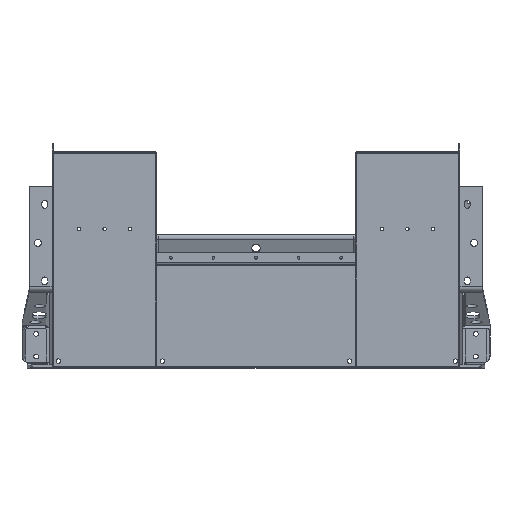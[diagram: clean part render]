
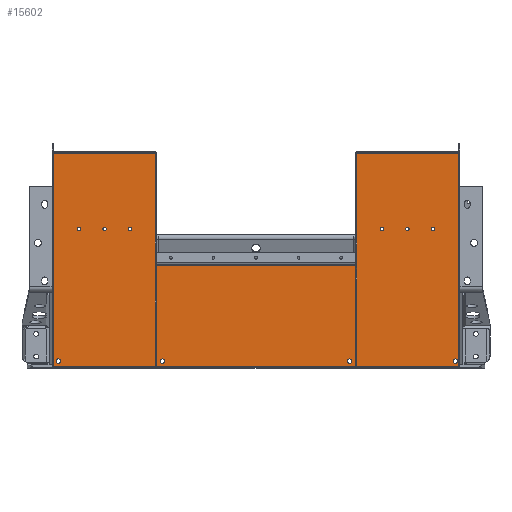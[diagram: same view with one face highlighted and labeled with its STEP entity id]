
A CAD part, top view. The second image highlights one B-rep face of the part: STEP entity #15602.
In plain terms, the highlighted planar face has unit normal (0, 0, 1).
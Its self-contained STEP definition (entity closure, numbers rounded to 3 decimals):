
#544=LINE('',#21668,#1927);
#545=LINE('',#21671,#1928);
#546=LINE('',#21673,#1929);
#547=LINE('',#21675,#1930);
#548=LINE('',#21677,#1931);
#549=LINE('',#21679,#1932);
#550=LINE('',#21681,#1933);
#551=LINE('',#21683,#1934);
#1927=VECTOR('',#17828,1000.);
#1928=VECTOR('',#17829,1000.);
#1929=VECTOR('',#17830,1000.);
#1930=VECTOR('',#17831,1000.);
#1931=VECTOR('',#17832,1000.);
#1932=VECTOR('',#17833,1000.);
#1933=VECTOR('',#17834,1000.);
#1934=VECTOR('',#17835,1000.);
#3320=ORIENTED_EDGE('',*,*,#6980,.T.);
#3321=ORIENTED_EDGE('',*,*,#6981,.T.);
#3322=ORIENTED_EDGE('',*,*,#6982,.T.);
#3323=ORIENTED_EDGE('',*,*,#6983,.F.);
#3324=ORIENTED_EDGE('',*,*,#6984,.T.);
#3325=ORIENTED_EDGE('',*,*,#6985,.T.);
#3326=ORIENTED_EDGE('',*,*,#6986,.T.);
#3327=ORIENTED_EDGE('',*,*,#6987,.T.);
#3328=ORIENTED_EDGE('',*,*,#6988,.T.);
#3329=ORIENTED_EDGE('',*,*,#6989,.F.);
#3330=ORIENTED_EDGE('',*,*,#6990,.F.);
#3331=ORIENTED_EDGE('',*,*,#6991,.F.);
#3332=ORIENTED_EDGE('',*,*,#6992,.F.);
#3333=ORIENTED_EDGE('',*,*,#6993,.F.);
#3334=ORIENTED_EDGE('',*,*,#6994,.F.);
#3335=ORIENTED_EDGE('',*,*,#6995,.F.);
#3336=ORIENTED_EDGE('',*,*,#6996,.F.);
#3337=ORIENTED_EDGE('',*,*,#6997,.F.);
#6980=EDGE_CURVE('',#8810,#8810,#10024,.T.);
#6981=EDGE_CURVE('',#8811,#8811,#10025,.T.);
#6982=EDGE_CURVE('',#8812,#8812,#10026,.T.);
#6983=EDGE_CURVE('',#8813,#8814,#544,.T.);
#6984=EDGE_CURVE('',#8813,#8815,#545,.T.);
#6985=EDGE_CURVE('',#8815,#8816,#546,.T.);
#6986=EDGE_CURVE('',#8816,#8817,#547,.T.);
#6987=EDGE_CURVE('',#8817,#8818,#548,.T.);
#6988=EDGE_CURVE('',#8818,#8819,#549,.T.);
#6989=EDGE_CURVE('',#8820,#8819,#550,.T.);
#6990=EDGE_CURVE('',#8814,#8820,#551,.T.);
#6991=EDGE_CURVE('',#8821,#8821,#10027,.T.);
#6992=EDGE_CURVE('',#8822,#8822,#10028,.T.);
#6993=EDGE_CURVE('',#8823,#8823,#10029,.T.);
#6994=EDGE_CURVE('',#8824,#8824,#10030,.T.);
#6995=EDGE_CURVE('',#8825,#8825,#10031,.T.);
#6996=EDGE_CURVE('',#8826,#8826,#10032,.T.);
#6997=EDGE_CURVE('',#8827,#8827,#10033,.T.);
#8810=VERTEX_POINT('',#21663);
#8811=VERTEX_POINT('',#21665);
#8812=VERTEX_POINT('',#21667);
#8813=VERTEX_POINT('',#21669);
#8814=VERTEX_POINT('',#21670);
#8815=VERTEX_POINT('',#21672);
#8816=VERTEX_POINT('',#21674);
#8817=VERTEX_POINT('',#21676);
#8818=VERTEX_POINT('',#21678);
#8819=VERTEX_POINT('',#21680);
#8820=VERTEX_POINT('',#21682);
#8821=VERTEX_POINT('',#21685);
#8822=VERTEX_POINT('',#21687);
#8823=VERTEX_POINT('',#21689);
#8824=VERTEX_POINT('',#21691);
#8825=VERTEX_POINT('',#21693);
#8826=VERTEX_POINT('',#21695);
#8827=VERTEX_POINT('',#21697);
#10024=CIRCLE('',#16575,3.);
#10025=CIRCLE('',#16576,3.);
#10026=CIRCLE('',#16577,3.);
#10027=CIRCLE('',#16578,4.);
#10028=CIRCLE('',#16579,4.);
#10029=CIRCLE('',#16580,4.);
#10030=CIRCLE('',#16581,4.);
#10031=CIRCLE('',#16582,3.);
#10032=CIRCLE('',#16583,3.);
#10033=CIRCLE('',#16584,3.);
#10444=EDGE_LOOP('',(#3320));
#10445=EDGE_LOOP('',(#3321));
#10446=EDGE_LOOP('',(#3322));
#10447=EDGE_LOOP('',(#3323,#3324,#3325,#3326,#3327,#3328,#3329,#3330));
#10448=EDGE_LOOP('',(#3331));
#10449=EDGE_LOOP('',(#3332));
#10450=EDGE_LOOP('',(#3333));
#10451=EDGE_LOOP('',(#3334));
#10452=EDGE_LOOP('',(#3335));
#10453=EDGE_LOOP('',(#3336));
#10454=EDGE_LOOP('',(#3337));
#11448=FACE_BOUND('',#10444,.T.);
#11449=FACE_BOUND('',#10445,.T.);
#11450=FACE_BOUND('',#10446,.T.);
#11451=FACE_BOUND('',#10447,.T.);
#11452=FACE_BOUND('',#10448,.T.);
#11453=FACE_BOUND('',#10449,.T.);
#11454=FACE_BOUND('',#10450,.T.);
#11455=FACE_BOUND('',#10451,.T.);
#11456=FACE_BOUND('',#10452,.T.);
#11457=FACE_BOUND('',#10453,.T.);
#11458=FACE_BOUND('',#10454,.T.);
#12442=PLANE('',#16574);
#15602=ADVANCED_FACE('',(#11448,#11449,#11450,#11451,#11452,#11453,#11454,
#11455,#11456,#11457,#11458),#12442,.T.);
#16574=AXIS2_PLACEMENT_3D('',#21661,#17820,#17821);
#16575=AXIS2_PLACEMENT_3D('',#21662,#17822,#17823);
#16576=AXIS2_PLACEMENT_3D('',#21664,#17824,#17825);
#16577=AXIS2_PLACEMENT_3D('',#21666,#17826,#17827);
#16578=AXIS2_PLACEMENT_3D('',#21684,#17836,#17837);
#16579=AXIS2_PLACEMENT_3D('',#21686,#17838,#17839);
#16580=AXIS2_PLACEMENT_3D('',#21688,#17840,#17841);
#16581=AXIS2_PLACEMENT_3D('',#21690,#17842,#17843);
#16582=AXIS2_PLACEMENT_3D('',#21692,#17844,#17845);
#16583=AXIS2_PLACEMENT_3D('',#21694,#17846,#17847);
#16584=AXIS2_PLACEMENT_3D('',#21696,#17848,#17849);
#17820=DIRECTION('',(0.,0.,1.));
#17821=DIRECTION('',(1.,0.,0.));
#17822=DIRECTION('',(0.,0.,-1.));
#17823=DIRECTION('',(1.,0.,0.));
#17824=DIRECTION('',(0.,0.,-1.));
#17825=DIRECTION('',(-1.,0.,0.));
#17826=DIRECTION('',(0.,0.,-1.));
#17827=DIRECTION('',(1.,0.,0.));
#17828=DIRECTION('',(0.,-1.,0.));
#17829=DIRECTION('',(-1.,0.,0.));
#17830=DIRECTION('',(0.,-1.,0.));
#17831=DIRECTION('',(-1.,0.,0.));
#17832=DIRECTION('',(0.,1.,0.));
#17833=DIRECTION('',(-1.,0.,0.));
#17834=DIRECTION('',(0.,1.,0.));
#17835=DIRECTION('',(-1.,0.,0.));
#17836=DIRECTION('',(0.,0.,1.));
#17837=DIRECTION('',(1.,0.,0.));
#17838=DIRECTION('',(0.,0.,1.));
#17839=DIRECTION('',(1.,0.,0.));
#17840=DIRECTION('',(0.,0.,1.));
#17841=DIRECTION('',(1.,0.,0.));
#17842=DIRECTION('',(0.,0.,1.));
#17843=DIRECTION('',(1.,0.,0.));
#17844=DIRECTION('',(0.,0.,1.));
#17845=DIRECTION('',(-1.,0.,0.));
#17846=DIRECTION('',(0.,0.,1.));
#17847=DIRECTION('',(-1.,0.,0.));
#17848=DIRECTION('',(0.,0.,1.));
#17849=DIRECTION('',(-1.,0.,0.));
#21661=CARTESIAN_POINT('',(0.,0.,2.));
#21662=CARTESIAN_POINT('',(311.75,127.07,2.));
#21663=CARTESIAN_POINT('',(314.75,127.07,2.));
#21664=CARTESIAN_POINT('',(267.,127.07,2.));
#21665=CARTESIAN_POINT('',(264.,127.07,2.));
#21666=CARTESIAN_POINT('',(222.25,127.07,2.));
#21667=CARTESIAN_POINT('',(225.25,127.07,2.));
#21668=CARTESIAN_POINT('',(356.5,116.,2.));
#21669=CARTESIAN_POINT('',(356.5,262.,2.));
#21670=CARTESIAN_POINT('',(356.5,-115.,2.));
#21671=CARTESIAN_POINT('',(357.5,262.,2.));
#21672=CARTESIAN_POINT('',(176.5,262.,2.));
#21673=CARTESIAN_POINT('',(176.5,49.,2.));
#21674=CARTESIAN_POINT('',(176.5,64.,2.));
#21675=CARTESIAN_POINT('',(-176.5,64.,2.));
#21676=CARTESIAN_POINT('',(-176.5,64.,2.));
#21677=CARTESIAN_POINT('',(-176.5,116.,2.));
#21678=CARTESIAN_POINT('',(-176.5,262.,2.));
#21679=CARTESIAN_POINT('',(-176.5,262.,2.));
#21680=CARTESIAN_POINT('',(-356.5,262.,2.));
#21681=CARTESIAN_POINT('',(-356.5,-115.,2.));
#21682=CARTESIAN_POINT('',(-356.5,-115.,2.));
#21683=CARTESIAN_POINT('',(357.5,-115.,2.));
#21684=CARTESIAN_POINT('',(351.5,-106.,2.));
#21685=CARTESIAN_POINT('',(355.5,-106.,2.));
#21686=CARTESIAN_POINT('',(165.,-106.,2.));
#21687=CARTESIAN_POINT('',(169.,-106.,2.));
#21688=CARTESIAN_POINT('',(-165.,-106.,2.));
#21689=CARTESIAN_POINT('',(-161.,-106.,2.));
#21690=CARTESIAN_POINT('',(-348.5,-106.,2.));
#21691=CARTESIAN_POINT('',(-344.5,-106.,2.));
#21692=CARTESIAN_POINT('',(-311.75,127.07,2.));
#21693=CARTESIAN_POINT('',(-314.75,127.07,2.));
#21694=CARTESIAN_POINT('',(-267.,127.07,2.));
#21695=CARTESIAN_POINT('',(-270.,127.07,2.));
#21696=CARTESIAN_POINT('',(-222.25,127.07,2.));
#21697=CARTESIAN_POINT('',(-225.25,127.07,2.));
